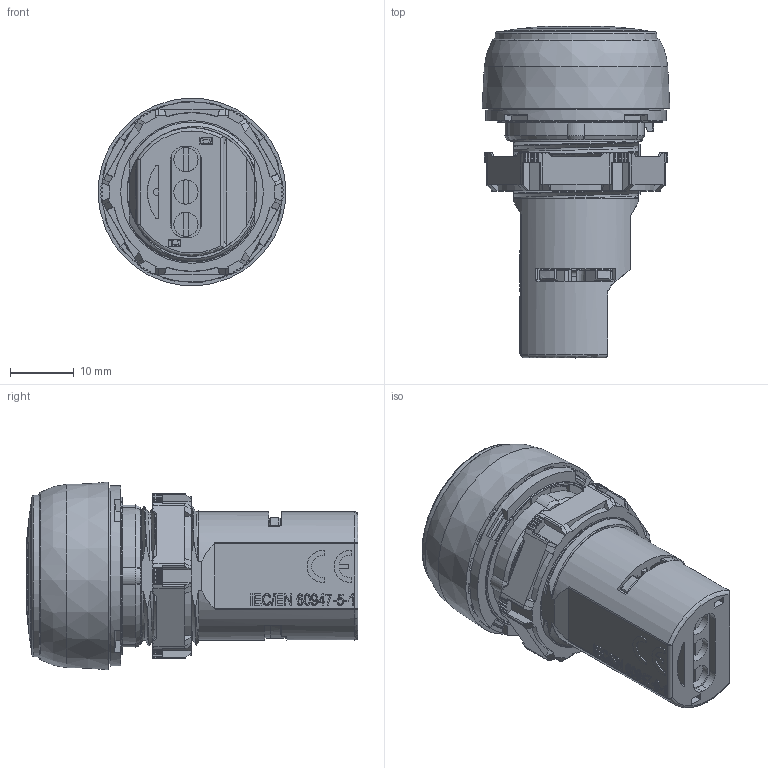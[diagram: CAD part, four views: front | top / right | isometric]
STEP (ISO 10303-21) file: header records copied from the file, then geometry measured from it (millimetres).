
FILE_DESCRIPTION((''),'2;1');
FILE_NAME('LPCZ.stp','2015-12-04T09:37:28',('Zanchi_F'),(''),'Autodesk Inventor 2013','Autodesk Inventor 2013','');
FILE_SCHEMA(('AUTOMOTIVE_DESIGN { 1 0 10303 214 1 1 1 1 }'));
Length unit declared in the file: millimetre
Products named in the file (11): LPCZ; 30201735; PL000707-P01; PL000224-P01; PL000706-P01; 30201745; MURATA_PKM17EPP; CII5.08_3; P0042A3; 30201616
Assembly tree (10 placements, depth 3):
  LPCZ
    30201735
    PL000707-P01
    PL000224-P01
    PL000706-P01
    30201745
    MURATA_PKM17EPP
    CII5.08_3
      CII5.08_3
    P0042A3
    30201616
Bounding box: 29.47 x 52.11 x 29.47 mm (x, y, z)
Volume: 12492.6 mm3; surface area: 17085 mm2
Topology: 9 solids, 9 shells, 1664 faces, 4516 edges, 2941 vertices
Faces by surface type: plane 1027, cylinder 283, bspline 167, cone 150, torus 21, sphere 16
Full cylindrical faces by diameter (mm): 0.65 x4, 1.2 x2, 1.354 x1, 3.5 x2, 3.8 x3, 5.5 x1, 17 x1, 20.35 x1, 20.376 x1, 20.7 x1, 22.4 x1, 23.6 x1, 25.7 x3, 26.8 x1, 27 x1, 27.5 x1, 27.7 x1, 28.3 x1
Entity records: 59191 total; most frequent: CARTESIAN_POINT 17776, ORIENTED_EDGE 8852, DIRECTION 7957, EDGE_CURVE 4426, VERTEX_POINT 2909, VECTOR 2755, LINE 2755, AXIS2_PLACEMENT_3D 2601
